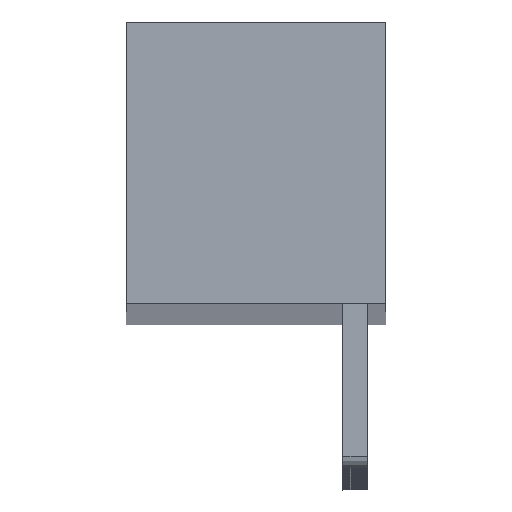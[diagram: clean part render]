
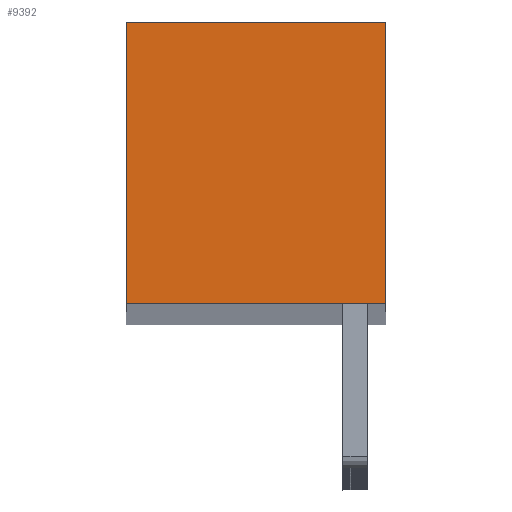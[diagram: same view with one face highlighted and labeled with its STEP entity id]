
A CAD part, top view. The second image highlights one B-rep face of the part: STEP entity #9392.
In plain terms, the highlighted planar face has unit normal (0, 0, 1).
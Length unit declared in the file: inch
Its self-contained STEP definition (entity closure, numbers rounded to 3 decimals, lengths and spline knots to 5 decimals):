
#489 = CARTESIAN_POINT ( 'NONE',  ( 0., -0.90551, 0. ) ) ;
#713 = EDGE_LOOP ( 'NONE', ( #4404, #6477, #6625, #3063 ) ) ;
#986 = AXIS2_PLACEMENT_3D ( 'NONE', #4770, #8547, #5746 ) ;
#1167 = VECTOR ( 'NONE', #7722, 39.37008 ) ;
#1281 = VERTEX_POINT ( 'NONE', #489 ) ;
#2095 = PLANE ( 'NONE',  #986 ) ;
#2176 = VECTOR ( 'NONE', #9669, 39.37008 ) ;
#2524 = VERTEX_POINT ( 'NONE', #3954 ) ;
#3063 = ORIENTED_EDGE ( 'NONE', *, *, #5404, .T. ) ;
#3325 = CARTESIAN_POINT ( 'NONE',  ( 0., -0.38785, 0. ) ) ;
#3954 = CARTESIAN_POINT ( 'NONE',  ( -0.83465, 0., 0. ) ) ;
#4404 = ORIENTED_EDGE ( 'NONE', *, *, #7309, .F. ) ;
#4770 = CARTESIAN_POINT ( 'NONE',  ( -0.41732, -0.38785, 0. ) ) ;
#5404 = EDGE_CURVE ( 'NONE', #6647, #2524, #5919, .T. ) ;
#5489 = EDGE_CURVE ( 'NONE', #1281, #6647, #6043, .T. ) ;
#5746 = DIRECTION ( 'NONE',  ( 1., 0., 0. ) ) ;
#5919 = LINE ( 'NONE', #7605, #1167 ) ;
#6043 = LINE ( 'NONE', #3325, #6318 ) ;
#6318 = VECTOR ( 'NONE', #7910, 39.37008 ) ;
#6459 = CARTESIAN_POINT ( 'NONE',  ( -0.83465, -0.90551, 0. ) ) ;
#6477 = ORIENTED_EDGE ( 'NONE', *, *, #10290, .T. ) ;
#6625 = ORIENTED_EDGE ( 'NONE', *, *, #5489, .T. ) ;
#6647 = VERTEX_POINT ( 'NONE', #8542 ) ;
#6691 = LINE ( 'NONE', #10495, #10637 ) ;
#7309 = EDGE_CURVE ( 'NONE', #9658, #2524, #6691, .T. ) ;
#7544 = LINE ( 'NONE', #8724, #2176 ) ;
#7550 = FACE_OUTER_BOUND ( 'NONE', #713, .T. ) ;
#7605 = CARTESIAN_POINT ( 'NONE',  ( -0.41732, 0., 0. ) ) ;
#7722 = DIRECTION ( 'NONE',  ( -1., 0., 0. ) ) ;
#7910 = DIRECTION ( 'NONE',  ( 0., 1., 0. ) ) ;
#8542 = CARTESIAN_POINT ( 'NONE',  ( 0., 0., 0. ) ) ;
#8547 = DIRECTION ( 'NONE',  ( 0., 0., 1. ) ) ;
#8692 = DIRECTION ( 'NONE',  ( 0., 1., 0. ) ) ;
#8724 = CARTESIAN_POINT ( 'NONE',  ( -0.41732, -0.90551, 0. ) ) ;
#9392 = ADVANCED_FACE ( 'NONE', ( #7550 ), #2095, .T. ) ;
#9658 = VERTEX_POINT ( 'NONE', #6459 ) ;
#9669 = DIRECTION ( 'NONE',  ( 1., 0., 0. ) ) ;
#10290 = EDGE_CURVE ( 'NONE', #9658, #1281, #7544, .T. ) ;
#10495 = CARTESIAN_POINT ( 'NONE',  ( -0.83465, 0., 0. ) ) ;
#10637 = VECTOR ( 'NONE', #8692, 39.37008 ) ;
